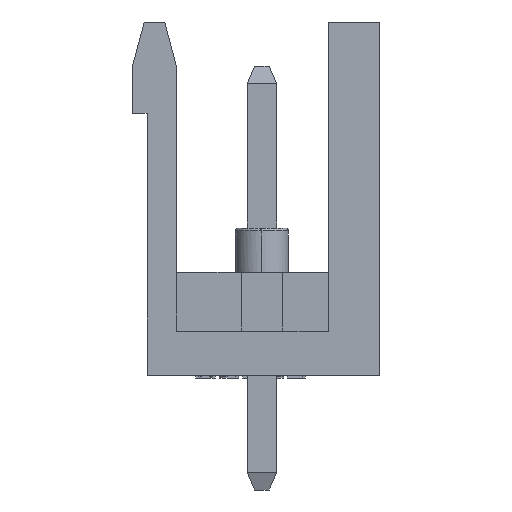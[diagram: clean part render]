
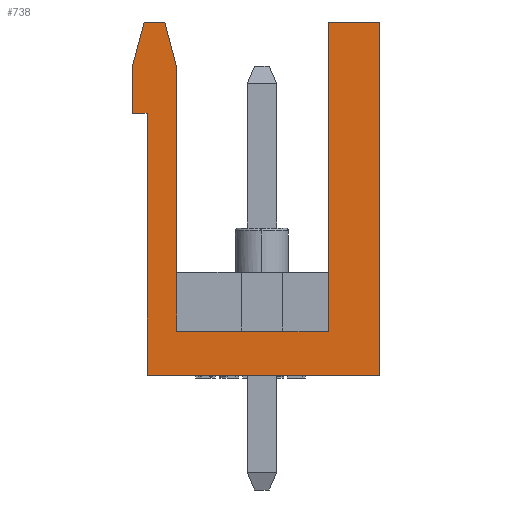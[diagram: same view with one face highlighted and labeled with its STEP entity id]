
A CAD part, left-side view. The second image highlights one B-rep face of the part: STEP entity #738.
In plain terms, the highlighted planar face has unit normal (-1, 0, 0).
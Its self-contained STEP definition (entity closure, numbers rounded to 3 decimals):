
#738=ADVANCED_FACE('',(#1812),#1813,.T.);
#1812=FACE_OUTER_BOUND('',#3243,.T.);
#1813=PLANE('',#3244);
#3243=EDGE_LOOP('',(#5437,#5438,#5439,#5440,#5441,#5442,#5443,#5444,#5445,#5446,#5447,#5448));
#3244=AXIS2_PLACEMENT_3D('',#5449,#5450,#5451);
#5437=ORIENTED_EDGE('',*,*,#9097,.T.);
#5438=ORIENTED_EDGE('',*,*,#9098,.F.);
#5439=ORIENTED_EDGE('',*,*,#9099,.F.);
#5440=ORIENTED_EDGE('',*,*,#9100,.F.);
#5441=ORIENTED_EDGE('',*,*,#9101,.F.);
#5442=ORIENTED_EDGE('',*,*,#9102,.T.);
#5443=ORIENTED_EDGE('',*,*,#9103,.F.);
#5444=ORIENTED_EDGE('',*,*,#8768,.T.);
#5445=ORIENTED_EDGE('',*,*,#8999,.T.);
#5446=ORIENTED_EDGE('',*,*,#9104,.F.);
#5447=ORIENTED_EDGE('',*,*,#9105,.T.);
#5448=ORIENTED_EDGE('',*,*,#9106,.T.);
#5449=CARTESIAN_POINT('',(-17.5,4.2,0.0));
#5450=DIRECTION('',(-1.0,0.0,0.0));
#5451=DIRECTION('',(0.0,-1.0,0.0));
#8768=EDGE_CURVE('',#10610,#10608,#10611,.T.);
#8999=EDGE_CURVE('',#10608,#10920,#10922,.T.);
#9097=EDGE_CURVE('',#11073,#11074,#11075,.T.);
#9098=EDGE_CURVE('',#11076,#11074,#11077,.T.);
#9099=EDGE_CURVE('',#11078,#11076,#11079,.T.);
#9100=EDGE_CURVE('',#11080,#11078,#11081,.T.);
#9101=EDGE_CURVE('',#11082,#11080,#11083,.T.);
#9102=EDGE_CURVE('',#11082,#11084,#11085,.T.);
#9103=EDGE_CURVE('',#10610,#11084,#11086,.T.);
#9104=EDGE_CURVE('',#11087,#10920,#11088,.T.);
#9105=EDGE_CURVE('',#11087,#11089,#11090,.T.);
#9106=EDGE_CURVE('',#11089,#11073,#11091,.T.);
#10608=VERTEX_POINT('',#13171);
#10610=VERTEX_POINT('',#13174);
#10611=LINE('',#13175,#13176);
#10920=VERTEX_POINT('',#13639);
#10922=LINE('',#13642,#13643);
#11073=VERTEX_POINT('',#13872);
#11074=VERTEX_POINT('',#13873);
#11075=LINE('',#13874,#13875);
#11076=VERTEX_POINT('',#13876);
#11077=LINE('',#13877,#13878);
#11078=VERTEX_POINT('',#13879);
#11079=LINE('',#13880,#13881);
#11080=VERTEX_POINT('',#13882);
#11081=LINE('',#13883,#13884);
#11082=VERTEX_POINT('',#13885);
#11083=LINE('',#13886,#13887);
#11084=VERTEX_POINT('',#13888);
#11085=LINE('',#13889,#13890);
#11086=LINE('',#13891,#13892);
#11087=VERTEX_POINT('',#13893);
#11088=LINE('',#13894,#13895);
#11089=VERTEX_POINT('',#13896);
#11090=LINE('',#13897,#13898);
#11091=LINE('',#13899,#13900);
#13171=CARTESIAN_POINT('',(-17.5,-4.2,0.0));
#13174=CARTESIAN_POINT('',(-17.5,3.7,0.0));
#13175=CARTESIAN_POINT('',(-17.5,3.7,0.0));
#13176=VECTOR('',#16455,1.0);
#13639=CARTESIAN_POINT('',(-17.5,-4.2,12.0));
#13642=CARTESIAN_POINT('',(-17.5,-4.2,0.0));
#13643=VECTOR('',#16611,1.0);
#13872=CARTESIAN_POINT('',(-17.5,2.7,1.5));
#13873=CARTESIAN_POINT('',(-17.5,2.7,10.5));
#13874=CARTESIAN_POINT('',(-17.5,2.7,1.5));
#13875=VECTOR('',#16690,1.0);
#13876=CARTESIAN_POINT('',(-17.5,3.1,12.0));
#13877=CARTESIAN_POINT('',(-17.5,3.1,12.0));
#13878=VECTOR('',#16691,1.0);
#13879=CARTESIAN_POINT('',(-17.5,3.8,12.0));
#13880=CARTESIAN_POINT('',(-17.5,3.8,12.0));
#13881=VECTOR('',#16692,1.0);
#13882=CARTESIAN_POINT('',(-17.5,4.2,10.5));
#13883=CARTESIAN_POINT('',(-17.5,4.2,10.5));
#13884=VECTOR('',#16693,1.0);
#13885=CARTESIAN_POINT('',(-17.5,4.2,8.9));
#13886=CARTESIAN_POINT('',(-17.5,4.2,8.9));
#13887=VECTOR('',#16694,1.0);
#13888=CARTESIAN_POINT('',(-17.5,3.7,8.9));
#13889=CARTESIAN_POINT('',(-17.5,4.2,8.9));
#13890=VECTOR('',#16695,1.0);
#13891=CARTESIAN_POINT('',(-17.5,3.7,0.0));
#13892=VECTOR('',#16696,1.0);
#13893=CARTESIAN_POINT('',(-17.5,-2.45,12.0));
#13894=CARTESIAN_POINT('',(-17.5,-2.45,12.0));
#13895=VECTOR('',#16697,1.0);
#13896=CARTESIAN_POINT('',(-17.5,-2.45,1.5));
#13897=CARTESIAN_POINT('',(-17.5,-2.45,12.0));
#13898=VECTOR('',#16698,1.0);
#13899=CARTESIAN_POINT('',(-17.5,-2.45,1.5));
#13900=VECTOR('',#16699,1.0);
#16455=DIRECTION('',(0.0,-1.0,0.0));
#16611=DIRECTION('',(0.0,0.0,1.0));
#16690=DIRECTION('',(0.0,0.0,1.0));
#16691=DIRECTION('',(0.0,-0.258,-0.966));
#16692=DIRECTION('',(0.0,-1.0,0.0));
#16693=DIRECTION('',(0.0,-0.258,0.966));
#16694=DIRECTION('',(0.0,0.0,1.0));
#16695=DIRECTION('',(0.0,-1.0,0.0));
#16696=DIRECTION('',(0.0,0.0,1.0));
#16697=DIRECTION('',(0.0,-1.0,0.0));
#16698=DIRECTION('',(0.0,0.0,-1.0));
#16699=DIRECTION('',(0.0,1.0,0.0));
